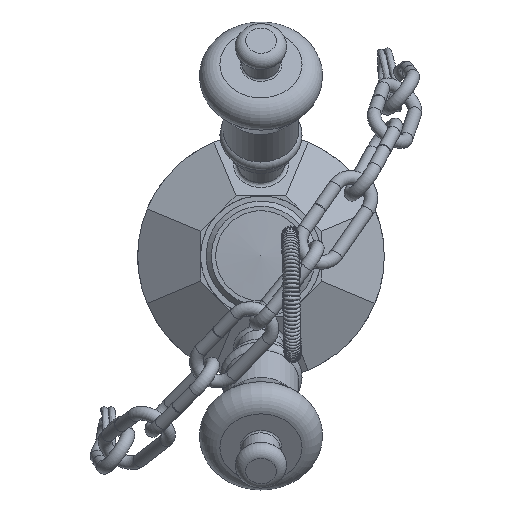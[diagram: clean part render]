
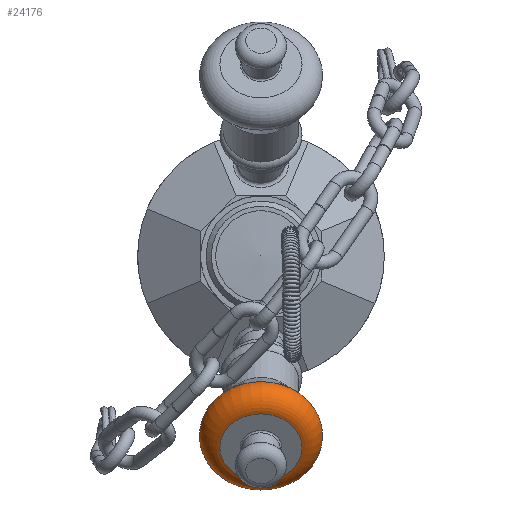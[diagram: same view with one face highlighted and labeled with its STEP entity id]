
A CAD part, top view. The second image highlights one B-rep face of the part: STEP entity #24176.
In plain terms, the highlighted toroidal (fillet/blend) face has major radius 6 mm and minor radius 3 mm.
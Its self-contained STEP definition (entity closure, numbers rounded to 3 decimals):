
#24142=CARTESIAN_POINT('',(5.227,-25.567,43.5));
#24143=VERTEX_POINT('',#24142);
#24144=CARTESIAN_POINT('',(0.,-27.98,41.81));
#24145=DIRECTION('',(0.,0.574,-0.819));
#24146=DIRECTION('',(0.871,0.402,0.282));
#24147=AXIS2_PLACEMENT_3D('',#24144,#24145,#24146);
#24148=CIRCLE('',#24147,6.);
#24149=EDGE_CURVE('',#24143,#24143,#24148,.T.);
#24157=CARTESIAN_POINT('',(0.,-26.259,39.353));
#24158=DIRECTION('',(0.,0.574,-0.819));
#24159=DIRECTION('',(-0.491,0.714,0.5));
#24160=AXIS2_PLACEMENT_3D('',#24157,#24158,#24159);
#24161=TOROIDAL_SURFACE('',#24160,6.0,3.);
#24162=CARTESIAN_POINT('',(7.504,-21.951,40.572));
#24163=VERTEX_POINT('',#24162);
#24164=CARTESIAN_POINT('',(0.,-25.414,38.147));
#24165=DIRECTION('',(0.,0.574,-0.819));
#24166=DIRECTION('',(0.871,0.402,0.282));
#24167=AXIS2_PLACEMENT_3D('',#24164,#24165,#24166);
#24168=CIRCLE('',#24167,8.614);
#24169=EDGE_CURVE('',#24163,#24163,#24168,.T.);
#24170=ORIENTED_EDGE('',*,*,#24169,.F.);
#24171=EDGE_LOOP('',(#24170));
#24172=FACE_OUTER_BOUND('',#24171,.T.);
#24173=ORIENTED_EDGE('',*,*,#24149,.T.);
#24174=EDGE_LOOP('',(#24173));
#24175=FACE_BOUND('',#24174,.T.);
#24176=ADVANCED_FACE('',(#24172,#24175),#24161,.T.);
